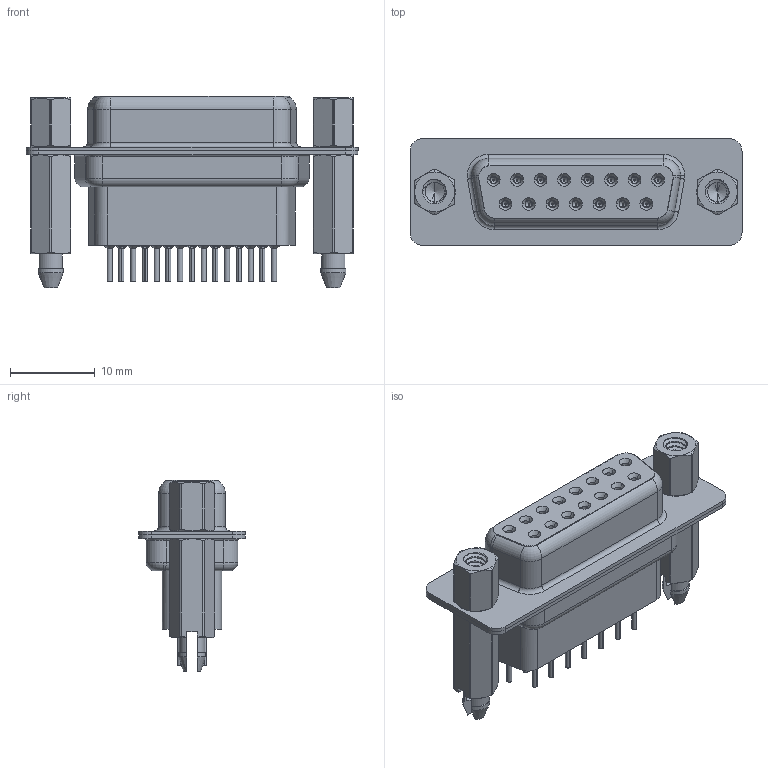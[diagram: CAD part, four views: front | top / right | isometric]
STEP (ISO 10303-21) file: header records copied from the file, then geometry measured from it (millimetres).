
FILE_DESCRIPTION (( 'STEP AP203' ), '1' );
FILE_NAME ('628-015-641-077.STEP', '2020-07-14T04:22:45', ( '' ), ( '' ), 'SwSTEP 2.0', 'SolidWorks 2020', '' );
FILE_SCHEMA (( 'CONFIG_CONTROL_DESIGN' ));
Length unit declared in the file: millimetre
Products named in the file (8): 628 4-40 Hex Standoff; 628-015-641-077; 628 Contact Row 1_21H; 628 Shell Rear_15 Contacts; 628 Shell Front_15 Contacts; 628 4-40 Threaded Boardlock_HP41; 628 Contact Row 2_21H; 628 Housing_15 HP
Assembly tree (22 placements, depth 2):
  628-015-641-077
    628 Housing_15 HP
    628 Shell Front_15 Contacts
    628 Shell Rear_15 Contacts
    628 Contact Row 1_21H  x8
    628 Contact Row 2_21H  x7
    628 4-40 Hex Standoff  x2
    628 4-40 Threaded Boardlock_HP41  x2
Bounding box: 39.15 x 12.6 x 22.6 mm (x, y, z)
Volume: 3778 mm3; surface area: 8686.7 mm2
Topology: 22 solids, 22 shells, 2324 faces, 6005 edges, 3764 vertices
Faces by surface type: cylinder 736, plane 586, torus 423, bspline 318, cone 261
Entity records: 29784 total; most frequent: CARTESIAN_POINT 10698, ORIENTED_EDGE 3772, DIRECTION 3769, EDGE_CURVE 1886, AXIS2_PLACEMENT_3D 1550, VERTEX_POINT 1194, EDGE_LOOP 860, CIRCLE 813
